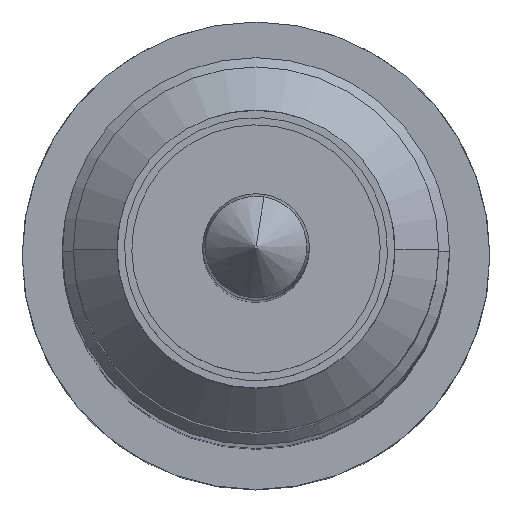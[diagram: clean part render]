
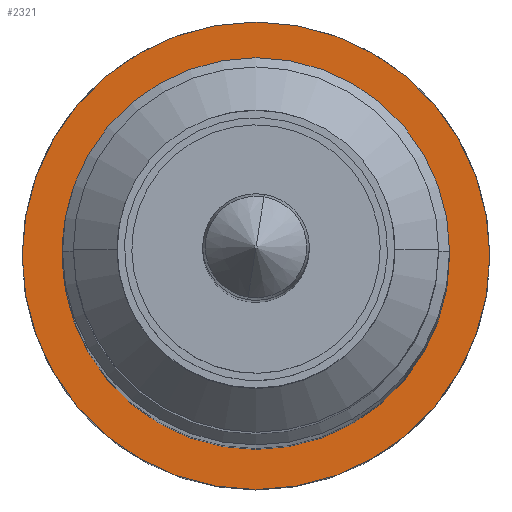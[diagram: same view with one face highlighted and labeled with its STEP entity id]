
A CAD part, top view. The second image highlights one B-rep face of the part: STEP entity #2321.
In plain terms, the highlighted planar face has unit normal (0, 0, 1).
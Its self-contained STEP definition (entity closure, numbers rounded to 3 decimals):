
#346 = CARTESIAN_POINT ( 'NONE',  ( 0., 0., 2. ) ) ;
#569 = DIRECTION ( 'NONE',  ( 0., 0., -1. ) ) ;
#1002 = CIRCLE ( 'NONE', #10651, 1.6 ) ;
#1506 = DIRECTION ( 'NONE',  ( 1., 0., 0. ) ) ;
#1512 = ORIENTED_EDGE ( 'NONE', *, *, #5137, .T. ) ;
#1694 = VERTEX_POINT ( 'NONE', #8319 ) ;
#2270 = CARTESIAN_POINT ( 'NONE',  ( 0., 0., 2. ) ) ;
#2320 = DIRECTION ( 'NONE',  ( 1., 0., 0. ) ) ;
#2321 = ADVANCED_FACE ( 'Defeature ausgef�hrt1_3', ( #6029, #9213 ), #10029, .F. ) ;
#2381 = CARTESIAN_POINT ( 'NONE',  ( -1.325, 0., 2. ) ) ;
#2824 = EDGE_CURVE ( 'Defeature ausgef�hrt1_4+Defeature ausgef�hrt1_3+Defeature ausgef�hrt1_3+Defeature ausgef�hrt1_3', #3257, #1694, #9596, .T. ) ;
#2944 = AXIS2_PLACEMENT_3D ( 'NONE', #7610, #4226, #4389 ) ;
#2953 = AXIS2_PLACEMENT_3D ( 'NONE', #3105, #10770, #1506 ) ;
#3102 = EDGE_CURVE ( 'Defeature ausgef�hrt1_4+Defeature ausgef�hrt1_3+Defeature ausgef�hrt1_3+Defeature ausgef�hrt1_3', #1694, #3257, #1002, .T. ) ;
#3105 = CARTESIAN_POINT ( 'NONE',  ( 0., 0., 2. ) ) ;
#3257 = VERTEX_POINT ( 'NONE', #5589 ) ;
#3516 = CARTESIAN_POINT ( 'NONE',  ( 1.325, 0., 2. ) ) ;
#3526 = ORIENTED_EDGE ( 'NONE', *, *, #3102, .F. ) ;
#3954 = DIRECTION ( 'NONE',  ( 0., 0., -1. ) ) ;
#4015 = CIRCLE ( 'NONE', #4548, 1.325 ) ;
#4226 = DIRECTION ( 'NONE',  ( 0., 0., -1. ) ) ;
#4310 = EDGE_LOOP ( 'NONE', ( #8218, #3526 ) ) ;
#4389 = DIRECTION ( 'NONE',  ( 1., 0., 0. ) ) ;
#4418 = VERTEX_POINT ( 'NONE', #3516 ) ;
#4512 = ORIENTED_EDGE ( 'NONE', *, *, #9218, .T. ) ;
#4548 = AXIS2_PLACEMENT_3D ( 'NONE', #346, #8678, #9546 ) ;
#4626 = AXIS2_PLACEMENT_3D ( 'NONE', #8184, #569, #4673 ) ;
#4662 = EDGE_LOOP ( 'NONE', ( #1512, #4512 ) ) ;
#4673 = DIRECTION ( 'NONE',  ( 1., 0., 0. ) ) ;
#5137 = EDGE_CURVE ( 'Defeature ausgef�hrt1_3+Defeature ausgef�hrt1_1+Defeature ausgef�hrt1_1+Defeature ausgef�hrt1_1', #4418, #6075, #4015, .T. ) ;
#5589 = CARTESIAN_POINT ( 'NONE',  ( 1.6, 0., 2. ) ) ;
#6029 = FACE_OUTER_BOUND ( 'NONE', #4310, .T. ) ;
#6075 = VERTEX_POINT ( 'NONE', #2381 ) ;
#7610 = CARTESIAN_POINT ( 'NONE',  ( 0., -1.6, 2. ) ) ;
#8184 = CARTESIAN_POINT ( 'NONE',  ( 0., 0., 2. ) ) ;
#8218 = ORIENTED_EDGE ( 'NONE', *, *, #2824, .F. ) ;
#8319 = CARTESIAN_POINT ( 'NONE',  ( -1.6, 0., 2. ) ) ;
#8678 = DIRECTION ( 'NONE',  ( 0., 0., -1. ) ) ;
#9213 = FACE_BOUND ( 'NONE', #4662, .T. ) ;
#9218 = EDGE_CURVE ( 'Defeature ausgef�hrt1_3+Defeature ausgef�hrt1_1+Defeature ausgef�hrt1_1+Defeature ausgef�hrt1_1', #6075, #4418, #10589, .T. ) ;
#9546 = DIRECTION ( 'NONE',  ( 1., 0., 0. ) ) ;
#9596 = CIRCLE ( 'NONE', #2953, 1.6 ) ;
#10029 = PLANE ( 'NONE',  #2944 ) ;
#10589 = CIRCLE ( 'NONE', #4626, 1.325 ) ;
#10651 = AXIS2_PLACEMENT_3D ( 'NONE', #2270, #3954, #2320 ) ;
#10770 = DIRECTION ( 'NONE',  ( 0., 0., -1. ) ) ;
